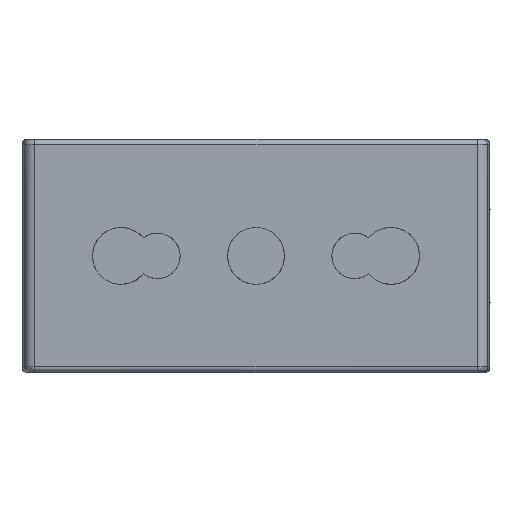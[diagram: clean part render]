
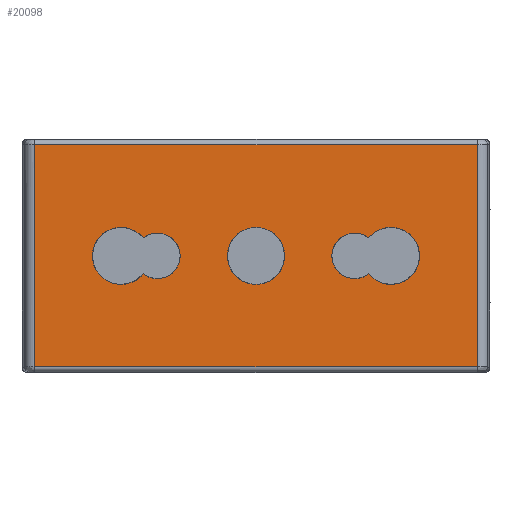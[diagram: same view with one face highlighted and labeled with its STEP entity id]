
A CAD part, top view. The second image highlights one B-rep face of the part: STEP entity #20098.
In plain terms, the highlighted planar face has unit normal (0, 0, 1).
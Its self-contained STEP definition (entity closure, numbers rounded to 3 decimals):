
#19976=AXIS2_PLACEMENT_3D('Plane Axis2P3D',#19973,#19974,#19975) ;
#19998=AXIS2_PLACEMENT_3D('Circle Axis2P3D',#19996,#19997,$) ;
#20007=AXIS2_PLACEMENT_3D('Circle Axis2P3D',#20005,#20006,$) ;
#20014=AXIS2_PLACEMENT_3D('Circle Axis2P3D',#20012,#20013,$) ;
#20021=AXIS2_PLACEMENT_3D('Circle Axis2P3D',#20019,#20020,$) ;
#20028=AXIS2_PLACEMENT_3D('Circle Axis2P3D',#20026,#20027,$) ;
#20040=AXIS2_PLACEMENT_3D('Circle Axis2P3D',#20038,#20039,$) ;
#20049=AXIS2_PLACEMENT_3D('Circle Axis2P3D',#20047,#20048,$) ;
#20056=AXIS2_PLACEMENT_3D('Circle Axis2P3D',#20054,#20055,$) ;
#20063=AXIS2_PLACEMENT_3D('Circle Axis2P3D',#20061,#20062,$) ;
#20070=AXIS2_PLACEMENT_3D('Circle Axis2P3D',#20068,#20069,$) ;
#20082=AXIS2_PLACEMENT_3D('Circle Axis2P3D',#20080,#20081,$) ;
#20091=AXIS2_PLACEMENT_3D('Circle Axis2P3D',#20089,#20090,$) ;
#19591=CARTESIAN_POINT('Vertex',(43.829,21.924,36.3)) ;
#19594=CARTESIAN_POINT('Line Origine',(43.829,11.238,36.3)) ;
#19598=CARTESIAN_POINT('Vertex',(43.829,0.551,36.3)) ;
#19801=CARTESIAN_POINT('Vertex',(1.221,21.924,36.3)) ;
#19829=CARTESIAN_POINT('Line Origine',(22.525,21.924,36.3)) ;
#19973=CARTESIAN_POINT('Axis2P3D Location',(22.525,11.238,36.3)) ;
#19978=CARTESIAN_POINT('Line Origine',(1.221,11.238,36.3)) ;
#19982=CARTESIAN_POINT('Vertex',(1.221,0.551,36.3)) ;
#19985=CARTESIAN_POINT('Line Origine',(22.525,0.551,36.3)) ;
#19996=CARTESIAN_POINT('Axis2P3D Location',(9.525,11.238,36.3)) ;
#20000=CARTESIAN_POINT('Vertex',(11.664,9.509,36.3)) ;
#20002=CARTESIAN_POINT('Vertex',(6.775,11.238,36.3)) ;
#20005=CARTESIAN_POINT('Axis2P3D Location',(9.525,11.238,36.3)) ;
#20009=CARTESIAN_POINT('Vertex',(9.525,13.988,36.3)) ;
#20012=CARTESIAN_POINT('Axis2P3D Location',(9.525,11.238,36.3)) ;
#20016=CARTESIAN_POINT('Vertex',(11.664,12.966,36.3)) ;
#20019=CARTESIAN_POINT('Axis2P3D Location',(13.025,11.238,36.3)) ;
#20023=CARTESIAN_POINT('Vertex',(15.225,11.238,36.3)) ;
#20026=CARTESIAN_POINT('Axis2P3D Location',(13.025,11.237,36.3)) ;
#20038=CARTESIAN_POINT('Axis2P3D Location',(32.025,11.237,36.3)) ;
#20042=CARTESIAN_POINT('Vertex',(33.386,9.509,36.3)) ;
#20044=CARTESIAN_POINT('Vertex',(29.825,11.238,36.3)) ;
#20047=CARTESIAN_POINT('Axis2P3D Location',(32.025,11.238,36.3)) ;
#20051=CARTESIAN_POINT('Vertex',(33.386,12.966,36.3)) ;
#20054=CARTESIAN_POINT('Axis2P3D Location',(35.525,11.238,36.3)) ;
#20058=CARTESIAN_POINT('Vertex',(38.275,11.238,36.3)) ;
#20061=CARTESIAN_POINT('Axis2P3D Location',(35.525,11.238,36.3)) ;
#20065=CARTESIAN_POINT('Vertex',(35.525,8.487,36.3)) ;
#20068=CARTESIAN_POINT('Axis2P3D Location',(35.525,11.238,36.3)) ;
#20080=CARTESIAN_POINT('Axis2P3D Location',(22.525,11.238,36.3)) ;
#20084=CARTESIAN_POINT('Vertex',(19.775,11.238,36.3)) ;
#20086=CARTESIAN_POINT('Vertex',(25.275,11.238,36.3)) ;
#20089=CARTESIAN_POINT('Axis2P3D Location',(22.525,11.238,36.3)) ;
#19595=DIRECTION('Vector Direction',(0.,1.,0.)) ;
#19830=DIRECTION('Vector Direction',(1.,0.,0.)) ;
#19974=DIRECTION('Axis2P3D Direction',(0.,0.,1.)) ;
#19975=DIRECTION('Axis2P3D XDirection',(1.,0.,0.)) ;
#19979=DIRECTION('Vector Direction',(0.,1.,0.)) ;
#19986=DIRECTION('Vector Direction',(-1.,0.,0.)) ;
#19997=DIRECTION('Axis2P3D Direction',(0.,0.,1.)) ;
#20006=DIRECTION('Axis2P3D Direction',(0.,0.,1.)) ;
#20013=DIRECTION('Axis2P3D Direction',(0.,0.,1.)) ;
#20020=DIRECTION('Axis2P3D Direction',(0.,0.,1.)) ;
#20027=DIRECTION('Axis2P3D Direction',(0.,0.,1.)) ;
#20039=DIRECTION('Axis2P3D Direction',(0.,0.,1.)) ;
#20048=DIRECTION('Axis2P3D Direction',(0.,0.,1.)) ;
#20055=DIRECTION('Axis2P3D Direction',(0.,0.,1.)) ;
#20062=DIRECTION('Axis2P3D Direction',(0.,0.,1.)) ;
#20069=DIRECTION('Axis2P3D Direction',(0.,0.,1.)) ;
#20081=DIRECTION('Axis2P3D Direction',(0.,0.,1.)) ;
#20090=DIRECTION('Axis2P3D Direction',(0.,0.,1.)) ;
#19596=VECTOR('Line Direction',#19595,1.) ;
#19831=VECTOR('Line Direction',#19830,1.) ;
#19980=VECTOR('Line Direction',#19979,1.) ;
#19987=VECTOR('Line Direction',#19986,1.) ;
#19991=ORIENTED_EDGE('',*,*,#19600,.F.) ;
#19992=ORIENTED_EDGE('',*,*,#19833,.T.) ;
#19993=ORIENTED_EDGE('',*,*,#19984,.T.) ;
#19994=ORIENTED_EDGE('',*,*,#19989,.T.) ;
#20032=ORIENTED_EDGE('',*,*,#20004,.T.) ;
#20033=ORIENTED_EDGE('',*,*,#20011,.T.) ;
#20034=ORIENTED_EDGE('',*,*,#20018,.T.) ;
#20035=ORIENTED_EDGE('',*,*,#20025,.T.) ;
#20036=ORIENTED_EDGE('',*,*,#20030,.T.) ;
#20074=ORIENTED_EDGE('',*,*,#20046,.T.) ;
#20075=ORIENTED_EDGE('',*,*,#20053,.T.) ;
#20076=ORIENTED_EDGE('',*,*,#20060,.T.) ;
#20077=ORIENTED_EDGE('',*,*,#20067,.T.) ;
#20078=ORIENTED_EDGE('',*,*,#20072,.T.) ;
#20095=ORIENTED_EDGE('',*,*,#20088,.T.) ;
#20096=ORIENTED_EDGE('',*,*,#20093,.T.) ;
#20037=FACE_BOUND('',#20031,.T.) ;
#20079=FACE_BOUND('',#20073,.T.) ;
#20097=FACE_BOUND('',#20094,.T.) ;
#20098=ADVANCED_FACE('1450810000.1\\0043446.1\\Hauptk\X2\00F6\X0\rper',(#19995,#20037,#20079,#20097),#19977,.T.) ;
#19999=CIRCLE('generated circle',#19998,2.75) ;
#20008=CIRCLE('generated circle',#20007,2.75) ;
#20015=CIRCLE('generated circle',#20014,2.75) ;
#20022=CIRCLE('generated circle',#20021,2.2) ;
#20029=CIRCLE('generated circle',#20028,2.2) ;
#20041=CIRCLE('generated circle',#20040,2.2) ;
#20050=CIRCLE('generated circle',#20049,2.2) ;
#20057=CIRCLE('generated circle',#20056,2.75) ;
#20064=CIRCLE('generated circle',#20063,2.75) ;
#20071=CIRCLE('generated circle',#20070,2.75) ;
#20083=CIRCLE('generated circle',#20082,2.75) ;
#20092=CIRCLE('generated circle',#20091,2.75) ;
#19600=EDGE_CURVE('',#19592,#19599,#19597,.F.) ;
#19833=EDGE_CURVE('',#19592,#19802,#19832,.F.) ;
#19984=EDGE_CURVE('',#19802,#19983,#19981,.F.) ;
#19989=EDGE_CURVE('',#19983,#19599,#19988,.F.) ;
#20004=EDGE_CURVE('',#20001,#20003,#19999,.F.) ;
#20011=EDGE_CURVE('',#20003,#20010,#20008,.F.) ;
#20018=EDGE_CURVE('',#20010,#20017,#20015,.F.) ;
#20025=EDGE_CURVE('',#20017,#20024,#20022,.F.) ;
#20030=EDGE_CURVE('',#20024,#20001,#20029,.F.) ;
#20046=EDGE_CURVE('',#20043,#20045,#20041,.F.) ;
#20053=EDGE_CURVE('',#20045,#20052,#20050,.F.) ;
#20060=EDGE_CURVE('',#20052,#20059,#20057,.F.) ;
#20067=EDGE_CURVE('',#20059,#20066,#20064,.F.) ;
#20072=EDGE_CURVE('',#20066,#20043,#20071,.F.) ;
#20088=EDGE_CURVE('',#20085,#20087,#20083,.F.) ;
#20093=EDGE_CURVE('',#20087,#20085,#20092,.F.) ;
#19990=EDGE_LOOP('',(#19991,#19992,#19993,#19994)) ;
#20031=EDGE_LOOP('',(#20032,#20033,#20034,#20035,#20036)) ;
#20073=EDGE_LOOP('',(#20074,#20075,#20076,#20077,#20078)) ;
#20094=EDGE_LOOP('',(#20095,#20096)) ;
#19995=FACE_OUTER_BOUND('',#19990,.T.) ;
#19597=LINE('Line',#19594,#19596) ;
#19832=LINE('Line',#19829,#19831) ;
#19981=LINE('Line',#19978,#19980) ;
#19988=LINE('Line',#19985,#19987) ;
#19977=PLANE('',#19976) ;
#19592=VERTEX_POINT('',#19591) ;
#19599=VERTEX_POINT('',#19598) ;
#19802=VERTEX_POINT('',#19801) ;
#19983=VERTEX_POINT('',#19982) ;
#20001=VERTEX_POINT('',#20000) ;
#20003=VERTEX_POINT('',#20002) ;
#20010=VERTEX_POINT('',#20009) ;
#20017=VERTEX_POINT('',#20016) ;
#20024=VERTEX_POINT('',#20023) ;
#20043=VERTEX_POINT('',#20042) ;
#20045=VERTEX_POINT('',#20044) ;
#20052=VERTEX_POINT('',#20051) ;
#20059=VERTEX_POINT('',#20058) ;
#20066=VERTEX_POINT('',#20065) ;
#20085=VERTEX_POINT('',#20084) ;
#20087=VERTEX_POINT('',#20086) ;
